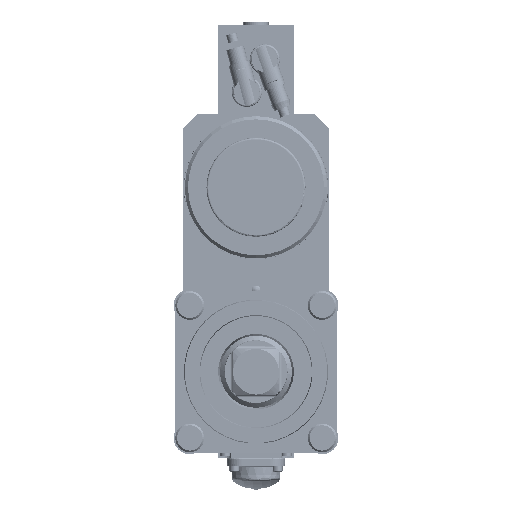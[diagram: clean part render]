
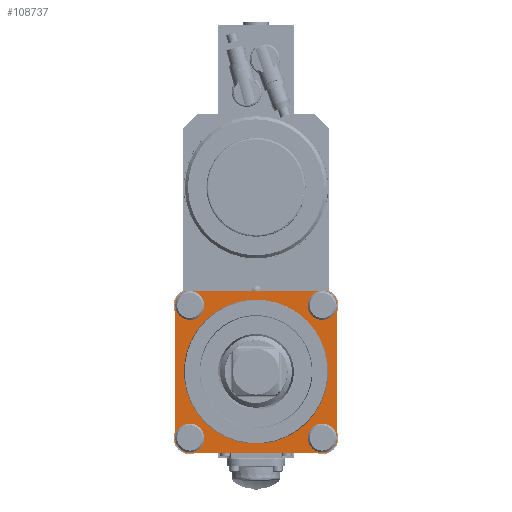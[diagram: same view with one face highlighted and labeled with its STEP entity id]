
A CAD part, left-side view. The second image highlights one B-rep face of the part: STEP entity #108737.
In plain terms, the highlighted planar face has unit normal (-1, 0, 0).
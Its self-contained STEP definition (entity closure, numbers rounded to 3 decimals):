
#3786=FACE_BOUND('',#33354,.T.);
#3787=FACE_BOUND('',#33355,.T.);
#3788=FACE_BOUND('',#33356,.T.);
#3789=FACE_BOUND('',#33357,.T.);
#3790=FACE_BOUND('',#33358,.T.);
#5255=PLANE('',#117356);
#10561=LINE('',#174445,#18460);
#10562=LINE('',#174446,#18461);
#10563=LINE('',#174447,#18462);
#10564=LINE('',#174448,#18463);
#18460=VECTOR('',#136140,7.937);
#18461=VECTOR('',#136141,7.937);
#18462=VECTOR('',#136142,7.937);
#18463=VECTOR('',#136143,7.937);
#27309=FACE_OUTER_BOUND('',#33353,.T.);
#33353=EDGE_LOOP('',(#82042,#82043,#82044,#82045,#82046,#82047,#82048,#82049));
#33354=EDGE_LOOP('',(#82050));
#33355=EDGE_LOOP('',(#82051));
#33356=EDGE_LOOP('',(#82052));
#33357=EDGE_LOOP('',(#82053));
#33358=EDGE_LOOP('',(#82054));
#39672=CIRCLE('',#116756,0.5);
#39680=CIRCLE('',#116776,0.5);
#39688=CIRCLE('',#116796,0.5);
#39696=CIRCLE('',#116816,0.5);
#39887=CIRCLE('',#117337,6.);
#39888=CIRCLE('',#117339,6.);
#39889=CIRCLE('',#117341,6.);
#39890=CIRCLE('',#117343,6.);
#39899=CIRCLE('',#117355,4.);
#46661=VERTEX_POINT('',#173065);
#46681=VERTEX_POINT('',#173126);
#46701=VERTEX_POINT('',#173187);
#46721=VERTEX_POINT('',#173248);
#47066=VERTEX_POINT('',#174398);
#47067=VERTEX_POINT('',#174400);
#47068=VERTEX_POINT('',#174404);
#47069=VERTEX_POINT('',#174406);
#47070=VERTEX_POINT('',#174410);
#47071=VERTEX_POINT('',#174412);
#47072=VERTEX_POINT('',#174416);
#47073=VERTEX_POINT('',#174417);
#47082=VERTEX_POINT('',#174441);
#59311=EDGE_CURVE('',#46661,#46661,#39672,.T.);
#59340=EDGE_CURVE('',#46681,#46681,#39680,.T.);
#59369=EDGE_CURVE('',#46701,#46701,#39688,.T.);
#59398=EDGE_CURVE('',#46721,#46721,#39696,.T.);
#59985=EDGE_CURVE('',#47067,#47066,#39887,.T.);
#59988=EDGE_CURVE('',#47069,#47068,#39888,.T.);
#59990=EDGE_CURVE('',#47071,#47070,#39889,.T.);
#59992=EDGE_CURVE('',#47072,#47073,#39890,.T.);
#60005=EDGE_CURVE('',#47082,#47082,#39899,.T.);
#60006=EDGE_CURVE('',#47073,#47066,#10561,.T.);
#60007=EDGE_CURVE('',#47071,#47067,#10562,.T.);
#60008=EDGE_CURVE('',#47070,#47068,#10563,.T.);
#60009=EDGE_CURVE('',#47072,#47069,#10564,.T.);
#82042=ORIENTED_EDGE('',*,*,#60006,.T.);
#82043=ORIENTED_EDGE('',*,*,#59985,.F.);
#82044=ORIENTED_EDGE('',*,*,#60007,.F.);
#82045=ORIENTED_EDGE('',*,*,#59990,.T.);
#82046=ORIENTED_EDGE('',*,*,#60008,.T.);
#82047=ORIENTED_EDGE('',*,*,#59988,.F.);
#82048=ORIENTED_EDGE('',*,*,#60009,.F.);
#82049=ORIENTED_EDGE('',*,*,#59992,.T.);
#82050=ORIENTED_EDGE('',*,*,#59311,.T.);
#82051=ORIENTED_EDGE('',*,*,#59340,.T.);
#82052=ORIENTED_EDGE('',*,*,#59369,.T.);
#82053=ORIENTED_EDGE('',*,*,#59398,.T.);
#82054=ORIENTED_EDGE('',*,*,#60005,.F.);
#108737=ADVANCED_FACE('',(#27309,#3786,#3787,#3788,#3789,#3790),#5255,.T.);
#116756=AXIS2_PLACEMENT_3D('',#173066,#134617,#134618);
#116776=AXIS2_PLACEMENT_3D('',#173127,#134678,#134679);
#116796=AXIS2_PLACEMENT_3D('',#173188,#134739,#134740);
#116816=AXIS2_PLACEMENT_3D('',#173249,#134800,#134801);
#117337=AXIS2_PLACEMENT_3D('',#174402,#136092,#136093);
#117339=AXIS2_PLACEMENT_3D('',#174408,#136098,#136099);
#117341=AXIS2_PLACEMENT_3D('',#174413,#136103,#136104);
#117343=AXIS2_PLACEMENT_3D('',#174418,#136108,#136109);
#117355=AXIS2_PLACEMENT_3D('',#174443,#136136,#136137);
#117356=AXIS2_PLACEMENT_3D('',#174444,#136138,#136139);
#134617=DIRECTION('center_axis',(1.,0.,0.));
#134618=DIRECTION('ref_axis',(0.,-0.707,0.707));
#134678=DIRECTION('center_axis',(1.,0.,0.));
#134679=DIRECTION('ref_axis',(0.,-0.707,0.707));
#134739=DIRECTION('center_axis',(1.,0.,0.));
#134740=DIRECTION('ref_axis',(0.,-0.707,0.707));
#134800=DIRECTION('center_axis',(1.,0.,0.));
#134801=DIRECTION('ref_axis',(0.,-0.707,0.707));
#136092=DIRECTION('center_axis',(1.,0.,0.));
#136093=DIRECTION('ref_axis',(0.,-0.75,-0.661));
#136098=DIRECTION('center_axis',(1.,0.,0.));
#136099=DIRECTION('ref_axis',(0.,0.75,0.661));
#136103=DIRECTION('center_axis',(-1.,0.,0.));
#136104=DIRECTION('ref_axis',(0.,-0.75,0.661));
#136108=DIRECTION('center_axis',(-1.,0.,0.));
#136109=DIRECTION('ref_axis',(0.,0.75,-0.661));
#136136=DIRECTION('center_axis',(-1.,0.,0.));
#136137=DIRECTION('ref_axis',(0.,0.707,-0.707));
#136138=DIRECTION('center_axis',(-1.,0.,0.));
#136139=DIRECTION('ref_axis',(0.,0.707,0.707));
#136140=DIRECTION('',(0.,-1.,0.));
#136141=DIRECTION('',(0.,0.,-1.));
#136142=DIRECTION('',(0.,1.,0.));
#136143=DIRECTION('',(0.,0.,1.));
#173065=CARTESIAN_POINT('',(3.4,-3.323,3.323));
#173066=CARTESIAN_POINT('Origin',(3.4,-3.677,3.677));
#173126=CARTESIAN_POINT('',(3.4,-3.323,-4.031));
#173127=CARTESIAN_POINT('Origin',(3.4,-3.677,-3.677));
#173187=CARTESIAN_POINT('',(3.4,4.031,-4.031));
#173188=CARTESIAN_POINT('Origin',(3.4,3.677,-3.677));
#173248=CARTESIAN_POINT('',(3.4,4.031,3.323));
#173249=CARTESIAN_POINT('Origin',(3.4,3.677,3.677));
#174398=CARTESIAN_POINT('',(3.4,-3.969,-4.5));
#174400=CARTESIAN_POINT('',(3.4,-4.5,-3.969));
#174402=CARTESIAN_POINT('Origin',(3.4,0.,
0.));
#174404=CARTESIAN_POINT('',(3.4,3.969,4.5));
#174406=CARTESIAN_POINT('',(3.4,4.5,3.969));
#174408=CARTESIAN_POINT('Origin',(3.4,0.,
0.));
#174410=CARTESIAN_POINT('',(3.4,-3.969,4.5));
#174412=CARTESIAN_POINT('',(3.4,-4.5,3.969));
#174413=CARTESIAN_POINT('Origin',(3.4,0.,
0.));
#174416=CARTESIAN_POINT('',(3.4,4.5,-3.969));
#174417=CARTESIAN_POINT('',(3.4,3.969,-4.5));
#174418=CARTESIAN_POINT('Origin',(3.4,0.,
0.));
#174441=CARTESIAN_POINT('',(3.4,-2.828,2.828));
#174443=CARTESIAN_POINT('Origin',(3.4,0.,
0.));
#174444=CARTESIAN_POINT('Origin',(3.4,0.,
0.));
#174445=CARTESIAN_POINT('',(3.4,3.969,-4.5));
#174446=CARTESIAN_POINT('',(3.4,-4.5,3.969));
#174447=CARTESIAN_POINT('',(3.4,-3.969,4.5));
#174448=CARTESIAN_POINT('',(3.4,4.5,-3.969));
